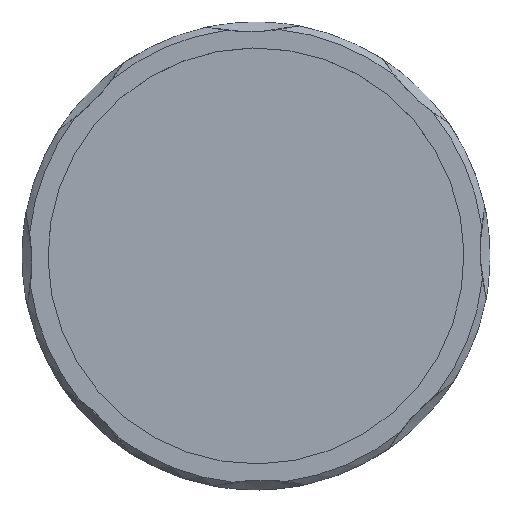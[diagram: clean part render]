
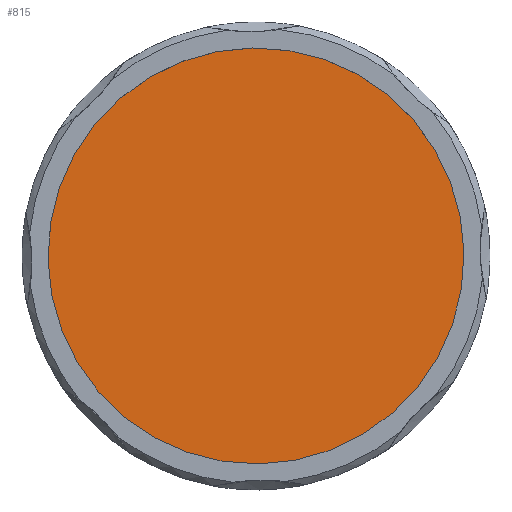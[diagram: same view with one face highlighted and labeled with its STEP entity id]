
A CAD part, top view. The second image highlights one B-rep face of the part: STEP entity #815.
In plain terms, the highlighted planar face has unit normal (0, 0, 1).
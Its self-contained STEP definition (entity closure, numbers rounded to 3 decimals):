
#36=PLANE('',#928);
#169=CIRCLE('',#915,32.);
#352=ORIENTED_EDGE('',*,*,#511,.F.);
#511=EDGE_CURVE('',#606,#606,#169,.T.);
#606=VERTEX_POINT('',#2503);
#690=EDGE_LOOP('',(#352));
#750=FACE_BOUND('',#690,.T.);
#815=ADVANCED_FACE('',(#750),#36,.T.);
#915=AXIS2_PLACEMENT_3D('',#2502,#1104,#1105);
#928=AXIS2_PLACEMENT_3D('',#2529,#1140,#1141);
#1104=DIRECTION('',(0.,0.,-1.));
#1105=DIRECTION('',(-1.,0.,0.));
#1140=DIRECTION('',(0.,0.,1.));
#1141=DIRECTION('',(1.,0.,0.));
#2502=CARTESIAN_POINT('',(0.,0.,9.8));
#2503=CARTESIAN_POINT('',(-32.,0.,9.8));
#2529=CARTESIAN_POINT('',(210.,0.,9.8));
